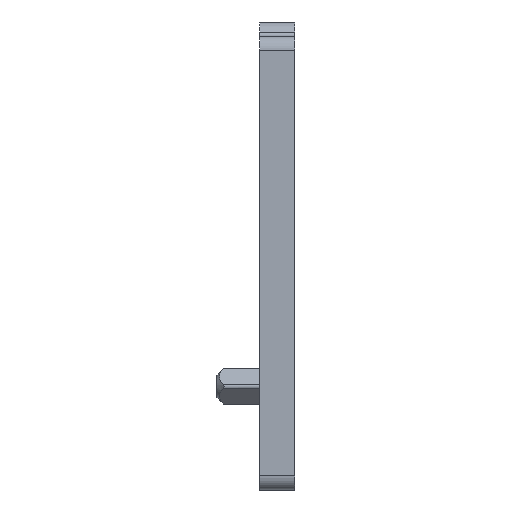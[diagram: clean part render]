
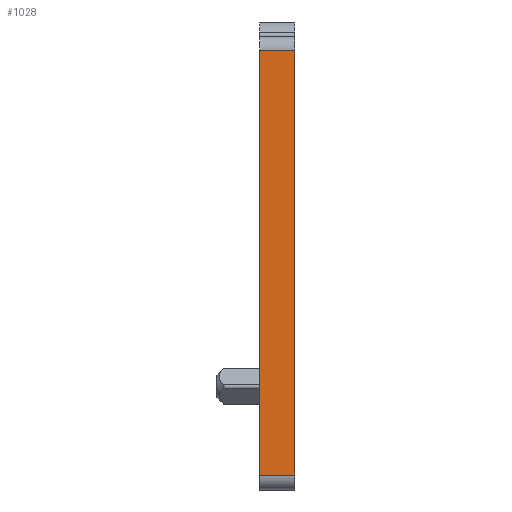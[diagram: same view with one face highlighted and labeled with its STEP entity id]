
A CAD part, front view. The second image highlights one B-rep face of the part: STEP entity #1028.
In plain terms, the highlighted planar face has unit normal (0, -1, 0).
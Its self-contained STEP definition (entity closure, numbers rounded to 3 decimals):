
#1001=AXIS2_PLACEMENT_3D('Plane Axis2P3D',#998,#999,#1000) ;
#976=CARTESIAN_POINT('Vertex',(5.5,0.,31.)) ;
#983=CARTESIAN_POINT('Vertex',(3.,0.,31.)) ;
#986=CARTESIAN_POINT('Line Origine',(4.25,0.,31.)) ;
#998=CARTESIAN_POINT('Axis2P3D Location',(3.,0.,32.)) ;
#1003=CARTESIAN_POINT('Line Origine',(5.5,0.,16.)) ;
#1007=CARTESIAN_POINT('Vertex',(5.5,0.,1.)) ;
#1010=CARTESIAN_POINT('Line Origine',(3.,0.,16.)) ;
#1014=CARTESIAN_POINT('Vertex',(3.,0.,1.)) ;
#1017=CARTESIAN_POINT('Line Origine',(4.25,0.,1.)) ;
#987=DIRECTION('Vector Direction',(1.,0.,0.)) ;
#999=DIRECTION('Axis2P3D Direction',(0.,-1.,0.)) ;
#1000=DIRECTION('Axis2P3D XDirection',(0.,0.,-1.)) ;
#1004=DIRECTION('Vector Direction',(0.,0.,-1.)) ;
#1011=DIRECTION('Vector Direction',(0.,0.,-1.)) ;
#1018=DIRECTION('Vector Direction',(1.,0.,0.)) ;
#988=VECTOR('Line Direction',#987,1.) ;
#1005=VECTOR('Line Direction',#1004,1.) ;
#1012=VECTOR('Line Direction',#1011,1.) ;
#1019=VECTOR('Line Direction',#1018,1.) ;
#1023=ORIENTED_EDGE('',*,*,#1009,.F.) ;
#1024=ORIENTED_EDGE('',*,*,#990,.F.) ;
#1025=ORIENTED_EDGE('',*,*,#1016,.T.) ;
#1026=ORIENTED_EDGE('',*,*,#1021,.T.) ;
#1028=ADVANCED_FACE('Koerper.2',(#1027),#1002,.T.) ;
#990=EDGE_CURVE('',#984,#977,#989,.T.) ;
#1009=EDGE_CURVE('',#977,#1008,#1006,.T.) ;
#1016=EDGE_CURVE('',#984,#1015,#1013,.T.) ;
#1021=EDGE_CURVE('',#1015,#1008,#1020,.T.) ;
#1022=EDGE_LOOP('',(#1023,#1024,#1025,#1026)) ;
#1027=FACE_OUTER_BOUND('',#1022,.T.) ;
#989=LINE('Line',#986,#988) ;
#1006=LINE('Line',#1003,#1005) ;
#1013=LINE('Line',#1010,#1012) ;
#1020=LINE('Line',#1017,#1019) ;
#1002=PLANE('',#1001) ;
#977=VERTEX_POINT('',#976) ;
#984=VERTEX_POINT('',#983) ;
#1008=VERTEX_POINT('',#1007) ;
#1015=VERTEX_POINT('',#1014) ;
